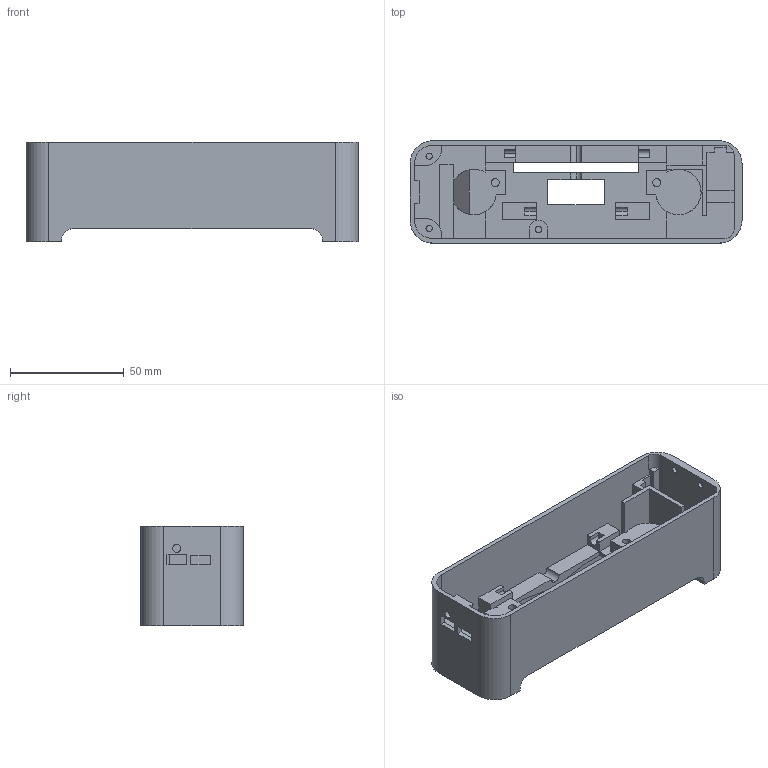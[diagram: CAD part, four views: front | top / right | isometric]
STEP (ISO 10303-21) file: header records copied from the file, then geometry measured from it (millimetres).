
FILE_DESCRIPTION (( 'STEP AP203' ), '1' );
FILE_NAME ('case.STEP', '2022-12-31T19:47:32', ( '' ), ( '' ), 'SwSTEP 2.0', 'SolidWorks 2021', '' );
FILE_SCHEMA (( 'CONFIG_CONTROL_DESIGN' ));
Length unit declared in the file: millimetre
Products named in the file (1): case
Bounding box: 146 x 45 x 43.75 mm (x, y, z)
Volume: 66817.8 mm3; surface area: 46568.8 mm2
Topology: 1 solids, 1 shells, 194 faces, 555 edges, 368 vertices
Faces by surface type: plane 142, cylinder 52
Entity records: 6429 total; most frequent: CARTESIAN_POINT 1148, ORIENTED_EDGE 1110, DIRECTION 1048, EDGE_CURVE 555, VECTOR 440, LINE 440, VERTEX_POINT 368, AXIS2_PLACEMENT_3D 304
